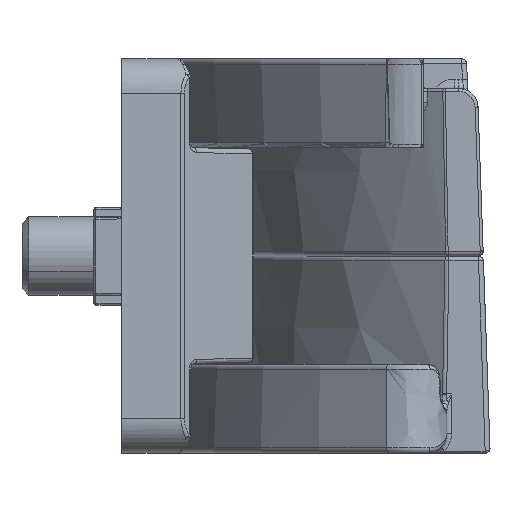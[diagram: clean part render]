
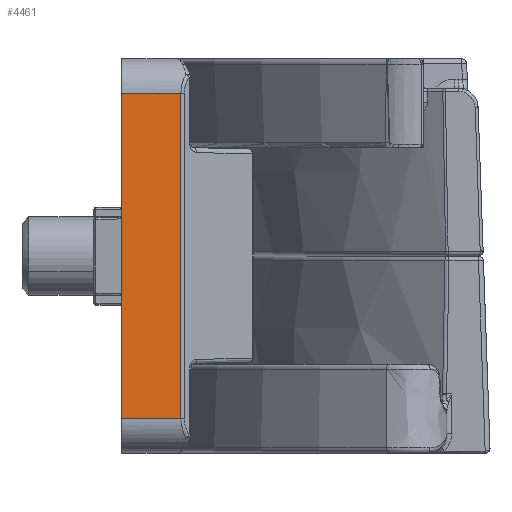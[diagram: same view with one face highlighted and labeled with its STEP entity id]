
A CAD part, left-side view. The second image highlights one B-rep face of the part: STEP entity #4461.
In plain terms, the highlighted face is planar.
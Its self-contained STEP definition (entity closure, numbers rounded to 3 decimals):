
#546 = PLANE ( 'NONE',  #15710 ) ;
#2831 = LINE ( 'NONE', #40212, #18181 ) ;
#3210 = VERTEX_POINT ( 'NONE', #75342 ) ;
#4461 = ADVANCED_FACE ( 'NONE', ( #74210 ), #546, .T. ) ;
#4572 = ORIENTED_EDGE ( 'NONE', *, *, #46899, .T. ) ;
#7271 = VECTOR ( 'NONE', #60748, 1000. ) ;
#8024 = ORIENTED_EDGE ( 'NONE', *, *, #38488, .T. ) ;
#13763 = DIRECTION ( 'NONE',  ( 0.035, 0., 0.999 ) ) ;
#14652 = DIRECTION ( 'NONE',  ( 0., 1., 0. ) ) ;
#15710 = AXIS2_PLACEMENT_3D ( 'NONE', #26623, #13763, #59822 ) ;
#18181 = VECTOR ( 'NONE', #79845, 1000. ) ;
#22103 = EDGE_CURVE ( 'NONE', #3210, #53427, #2831, .T. ) ;
#22682 = DIRECTION ( 'NONE',  ( 0.999, 0., -0.035 ) ) ;
#26623 = CARTESIAN_POINT ( 'NONE',  ( -0.5, -20., 20. ) ) ;
#27240 = CARTESIAN_POINT ( 'NONE',  ( 5.52, -20., 19.79 ) ) ;
#29116 = VECTOR ( 'NONE', #14652, 1000. ) ;
#38488 = EDGE_CURVE ( 'NONE', #54086, #3210, #77355, .T. ) ;
#40107 = CARTESIAN_POINT ( 'NONE',  ( 5.52, -16.5, 19.79 ) ) ;
#40212 = CARTESIAN_POINT ( 'NONE',  ( -0.5, -20., 20. ) ) ;
#45056 = EDGE_CURVE ( 'NONE', #56949, #54086, #81854, .T. ) ;
#46899 = EDGE_CURVE ( 'NONE', #53427, #56949, #68340, .T. ) ;
#48062 = CARTESIAN_POINT ( 'NONE',  ( 5.52, 16.5, 19.79 ) ) ;
#52055 = EDGE_LOOP ( 'NONE', ( #4572, #69054, #8024, #64660 ) ) ;
#53427 = VERTEX_POINT ( 'NONE', #76378 ) ;
#54086 = VERTEX_POINT ( 'NONE', #48062 ) ;
#54113 = CARTESIAN_POINT ( 'NONE',  ( -0.5, 16.5, 20. ) ) ;
#56949 = VERTEX_POINT ( 'NONE', #40107 ) ;
#59822 = DIRECTION ( 'NONE',  ( 0.999, 0., -0.035 ) ) ;
#60748 = DIRECTION ( 'NONE',  ( -0.999, 0., 0.035 ) ) ;
#64660 = ORIENTED_EDGE ( 'NONE', *, *, #22103, .T. ) ;
#68340 = LINE ( 'NONE', #68824, #70428 ) ;
#68824 = CARTESIAN_POINT ( 'NONE',  ( -0.5, -16.5, 20. ) ) ;
#69054 = ORIENTED_EDGE ( 'NONE', *, *, #45056, .T. ) ;
#70428 = VECTOR ( 'NONE', #22682, 1000. ) ;
#74210 = FACE_OUTER_BOUND ( 'NONE', #52055, .T. ) ;
#75342 = CARTESIAN_POINT ( 'NONE',  ( -0.5, 16.5, 20. ) ) ;
#76378 = CARTESIAN_POINT ( 'NONE',  ( -0.5, -16.5, 20. ) ) ;
#77355 = LINE ( 'NONE', #54113, #7271 ) ;
#79845 = DIRECTION ( 'NONE',  ( 0., -1., 0. ) ) ;
#81854 = LINE ( 'NONE', #27240, #29116 ) ;
